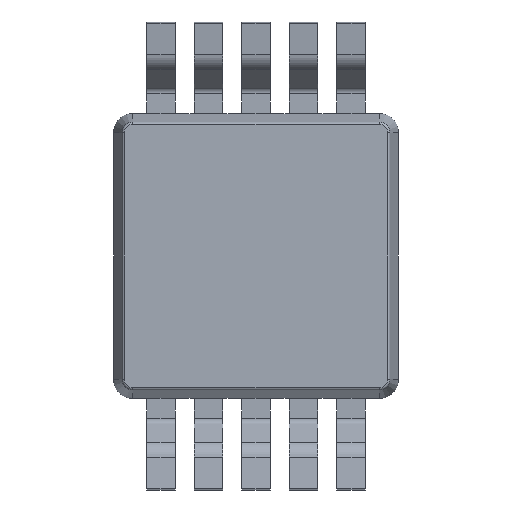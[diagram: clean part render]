
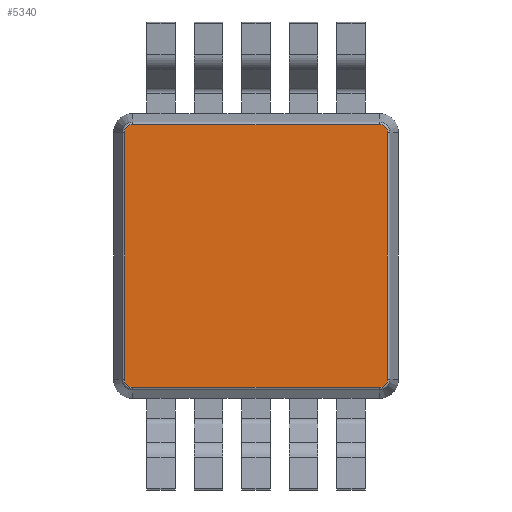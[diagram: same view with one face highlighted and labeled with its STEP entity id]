
A CAD part, front view. The second image highlights one B-rep face of the part: STEP entity #5340.
In plain terms, the highlighted planar face has unit normal (0, -1, 0).
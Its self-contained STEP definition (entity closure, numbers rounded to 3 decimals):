
#171 = CARTESIAN_POINT ( 'NONE',  ( -1.3, -0.425, -1.384 ) ) ;
#267 = ORIENTED_EDGE ( 'NONE', *, *, #6456, .T. ) ;
#320 = ORIENTED_EDGE ( 'NONE', *, *, #4027, .T. ) ;
#428 = DIRECTION ( 'NONE',  ( 0., 0., 1. ) ) ;
#458 = AXIS2_PLACEMENT_3D ( 'NONE', #1033, #3353, #3953 ) ;
#552 = ORIENTED_EDGE ( 'NONE', *, *, #1403, .T. ) ;
#572 = CARTESIAN_POINT ( 'NONE',  ( 1.384, -0.425, 1.3 ) ) ;
#900 = DIRECTION ( 'NONE',  ( 0., -1., 0. ) ) ;
#1014 = DIRECTION ( 'NONE',  ( 0., 0., -1. ) ) ;
#1033 = CARTESIAN_POINT ( 'NONE',  ( 1.3, -0.425, 1.3 ) ) ;
#1108 = VERTEX_POINT ( 'NONE', #171 ) ;
#1191 = AXIS2_PLACEMENT_3D ( 'NONE', #5828, #4001, #1820 ) ;
#1236 = CARTESIAN_POINT ( 'NONE',  ( 1.3, -0.425, -1.384 ) ) ;
#1287 = ORIENTED_EDGE ( 'NONE', *, *, #2086, .T. ) ;
#1364 = VECTOR ( 'NONE', #3801, 1000. ) ;
#1403 = EDGE_CURVE ( 'NONE', #4506, #5369, #3486, .T. ) ;
#1463 = CARTESIAN_POINT ( 'NONE',  ( 1.3, -0.425, 1.384 ) ) ;
#1478 = VECTOR ( 'NONE', #6348, 1000. ) ;
#1483 = CARTESIAN_POINT ( 'NONE',  ( 1.3, -0.425, -1.384 ) ) ;
#1674 = AXIS2_PLACEMENT_3D ( 'NONE', #2335, #6442, #4691 ) ;
#1820 = DIRECTION ( 'NONE',  ( 0., 0., -1. ) ) ;
#2029 = AXIS2_PLACEMENT_3D ( 'NONE', #5661, #4524, #1014 ) ;
#2086 = EDGE_CURVE ( 'NONE', #4166, #6392, #6384, .T. ) ;
#2235 = CARTESIAN_POINT ( 'NONE',  ( 1.384, -0.425, 1.3 ) ) ;
#2335 = CARTESIAN_POINT ( 'NONE',  ( -1.3, -0.425, -1.3 ) ) ;
#2372 = VECTOR ( 'NONE', #428, 1000. ) ;
#2513 = CARTESIAN_POINT ( 'NONE',  ( 1.384, -0.425, -1.3 ) ) ;
#2768 = VERTEX_POINT ( 'NONE', #2513 ) ;
#3168 = CARTESIAN_POINT ( 'NONE',  ( -1.384, -0.425, -1.3 ) ) ;
#3192 = CARTESIAN_POINT ( 'NONE',  ( -1.3, -0.425, 1.3 ) ) ;
#3225 = EDGE_CURVE ( 'NONE', #5369, #4166, #7270, .T. ) ;
#3331 = FACE_OUTER_BOUND ( 'NONE', #5479, .T. ) ;
#3340 = DIRECTION ( 'NONE',  ( 0., 0., -1. ) ) ;
#3353 = DIRECTION ( 'NONE',  ( 0., -1., 0. ) ) ;
#3486 = LINE ( 'NONE', #3939, #6124 ) ;
#3524 = VERTEX_POINT ( 'NONE', #1236 ) ;
#3613 = ORIENTED_EDGE ( 'NONE', *, *, #3225, .T. ) ;
#3801 = DIRECTION ( 'NONE',  ( 1., 0., 0. ) ) ;
#3932 = EDGE_CURVE ( 'NONE', #3524, #2768, #5086, .T. ) ;
#3939 = CARTESIAN_POINT ( 'NONE',  ( -1.3, -0.425, 1.384 ) ) ;
#3953 = DIRECTION ( 'NONE',  ( 0., 0., -1. ) ) ;
#4001 = DIRECTION ( 'NONE',  ( 0., -1., 0. ) ) ;
#4027 = EDGE_CURVE ( 'NONE', #6392, #1108, #6552, .T. ) ;
#4166 = VERTEX_POINT ( 'NONE', #7276 ) ;
#4506 = VERTEX_POINT ( 'NONE', #1463 ) ;
#4524 = DIRECTION ( 'NONE',  ( 0., -1., 0. ) ) ;
#4691 = DIRECTION ( 'NONE',  ( 0., 0., -1. ) ) ;
#4699 = CARTESIAN_POINT ( 'NONE',  ( -1.3, -0.425, 1.384 ) ) ;
#4832 = AXIS2_PLACEMENT_3D ( 'NONE', #3192, #900, #3340 ) ;
#4934 = ORIENTED_EDGE ( 'NONE', *, *, #5748, .T. ) ;
#4980 = PLANE ( 'NONE',  #2029 ) ;
#5086 = CIRCLE ( 'NONE', #1191, 0.084 ) ;
#5133 = ORIENTED_EDGE ( 'NONE', *, *, #7069, .T. ) ;
#5340 = ADVANCED_FACE ( 'NONE', ( #3331 ), #4980, .T. ) ;
#5369 = VERTEX_POINT ( 'NONE', #4699 ) ;
#5450 = VERTEX_POINT ( 'NONE', #572 ) ;
#5479 = EDGE_LOOP ( 'NONE', ( #4934, #552, #3613, #1287, #320, #267, #5704, #5133 ) ) ;
#5661 = CARTESIAN_POINT ( 'NONE',  ( -1.3, -0.425, 1.3 ) ) ;
#5704 = ORIENTED_EDGE ( 'NONE', *, *, #3932, .T. ) ;
#5748 = EDGE_CURVE ( 'NONE', #5450, #4506, #7522, .T. ) ;
#5828 = CARTESIAN_POINT ( 'NONE',  ( 1.3, -0.425, -1.3 ) ) ;
#6124 = VECTOR ( 'NONE', #6279, 1000. ) ;
#6199 = LINE ( 'NONE', #2235, #2372 ) ;
#6279 = DIRECTION ( 'NONE',  ( -1., 0., 0. ) ) ;
#6309 = CARTESIAN_POINT ( 'NONE',  ( -1.384, -0.425, -1.3 ) ) ;
#6348 = DIRECTION ( 'NONE',  ( 0., 0., -1. ) ) ;
#6384 = LINE ( 'NONE', #6309, #1478 ) ;
#6392 = VERTEX_POINT ( 'NONE', #3168 ) ;
#6442 = DIRECTION ( 'NONE',  ( 0., -1., 0. ) ) ;
#6456 = EDGE_CURVE ( 'NONE', #1108, #3524, #6705, .T. ) ;
#6552 = CIRCLE ( 'NONE', #1674, 0.084 ) ;
#6705 = LINE ( 'NONE', #1483, #1364 ) ;
#7069 = EDGE_CURVE ( 'NONE', #2768, #5450, #6199, .T. ) ;
#7270 = CIRCLE ( 'NONE', #4832, 0.084 ) ;
#7276 = CARTESIAN_POINT ( 'NONE',  ( -1.384, -0.425, 1.3 ) ) ;
#7522 = CIRCLE ( 'NONE', #458, 0.084 ) ;
